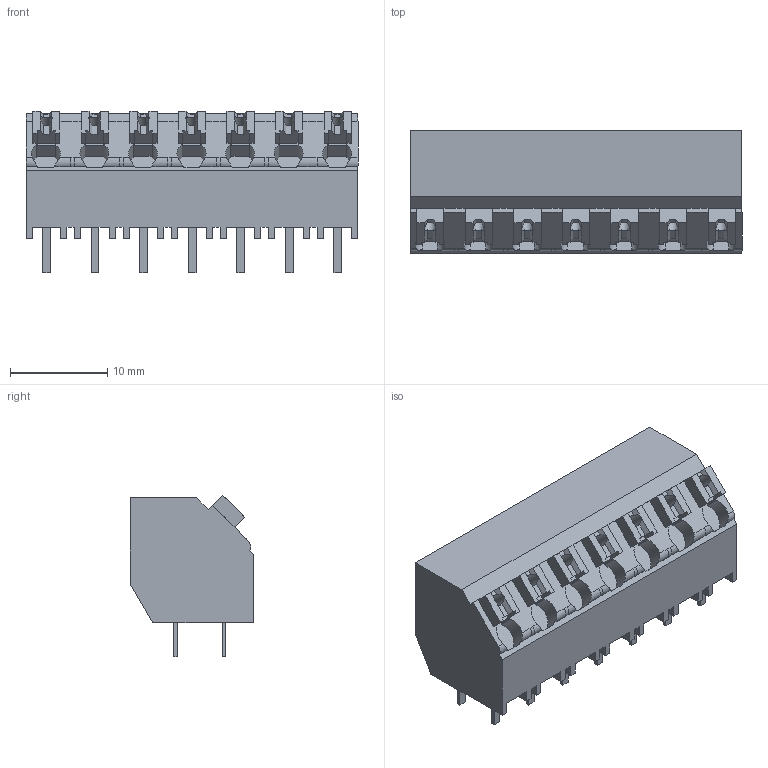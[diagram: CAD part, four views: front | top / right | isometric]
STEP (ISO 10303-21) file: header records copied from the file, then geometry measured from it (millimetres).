
FILE_DESCRIPTION(('CATIA V5 STEP Exchange','CAx-IF Rec.Pracs.--- Model Styling and Organization---1.2---2011-12-15'),'2;1');
FILE_NAME ('D1458636_0_1888690000_1888690000.stp','2018-03-20T12:33:17+00:00',('none'),('Weidmueller'),'CATIA Version 5-6 Release 2014','CATIA V5 STEP AP214','none');
FILE_SCHEMA(('AUTOMOTIVE_DESIGN { 1 0 10303 214 1 1 1 1 }'));
Length unit declared in the file: millimetre
Products named in the file (1): 1888690000
Bounding box: 34.2 x 12.7 x 16.66 mm (x, y, z)
Volume: 3947.2 mm3; surface area: 3892.9 mm2
Topology: 22 solids, 22 shells, 515 faces, 1455 edges, 990 vertices
Faces by surface type: plane 468, cylinder 47
Entity records: 15271 total; most frequent: CARTESIAN_POINT 2964, ORIENTED_EDGE 2910, DIRECTION 1903, EDGE_CURVE 1455, VECTOR 1302, LINE 1302, VERTEX_POINT 990, EDGE_LOOP 535
